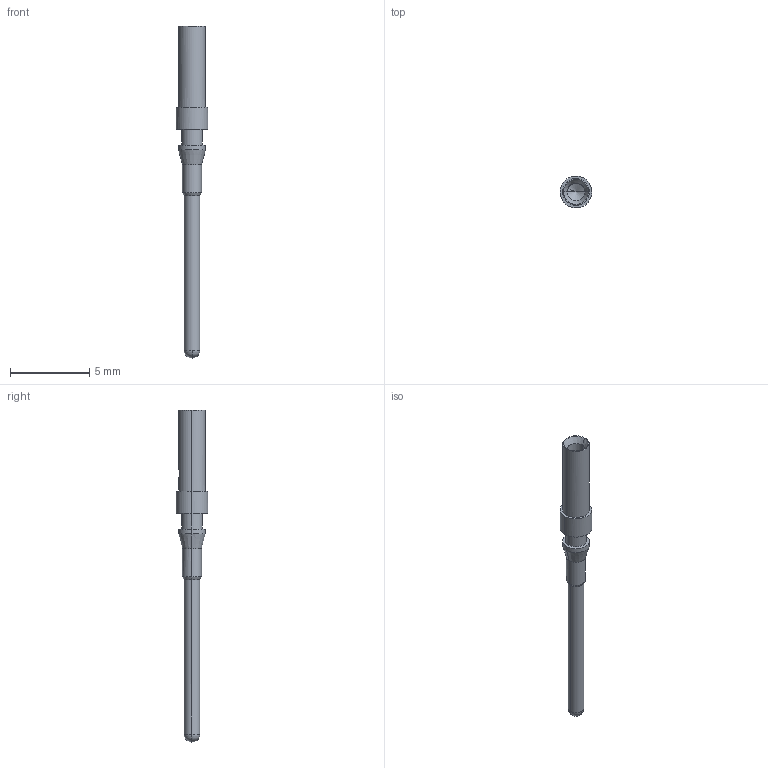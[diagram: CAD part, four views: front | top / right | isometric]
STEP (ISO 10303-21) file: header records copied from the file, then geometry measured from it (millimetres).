
FILE_DESCRIPTION(('CATIA V5 STEP Exchange','CAx-IF Rec.Pracs.--- Model Styling and Organization---1.4--- 2014-01-23'),'2;1');
FILE_NAME ('213320-1_1', '2019-07-22T13:00:17+00:00', ('none'), ('Weidmueller'), 'CATIA Version 5-6 Release 2016 SP3 HF44', 'CATIA V5 STEP AP214', 'none');
FILE_SCHEMA(('AUTOMOTIVE_DESIGN { 1 0 10303 214 1 1 1 1 }'));
Length unit declared in the file: millimetre
Products named in the file (1): 2565900000
Bounding box: 2 x 2 x 20.9 mm (x, y, z)
Volume: 24.7 mm3; surface area: 106.5 mm2
Topology: 1 solids, 1 shells, 32 faces, 72 edges, 40 vertices
Faces by surface type: cylinder 16, cone 8, plane 4, sphere 4
Entity records: 1050 total; most frequent: CARTESIAN_POINT 389, ORIENTED_EDGE 132, DIRECTION 110, EDGE_CURVE 66, AXIS2_PLACEMENT_3D 55, VERTEX_POINT 40, EDGE_LOOP 38, ADVANCED_FACE 32
